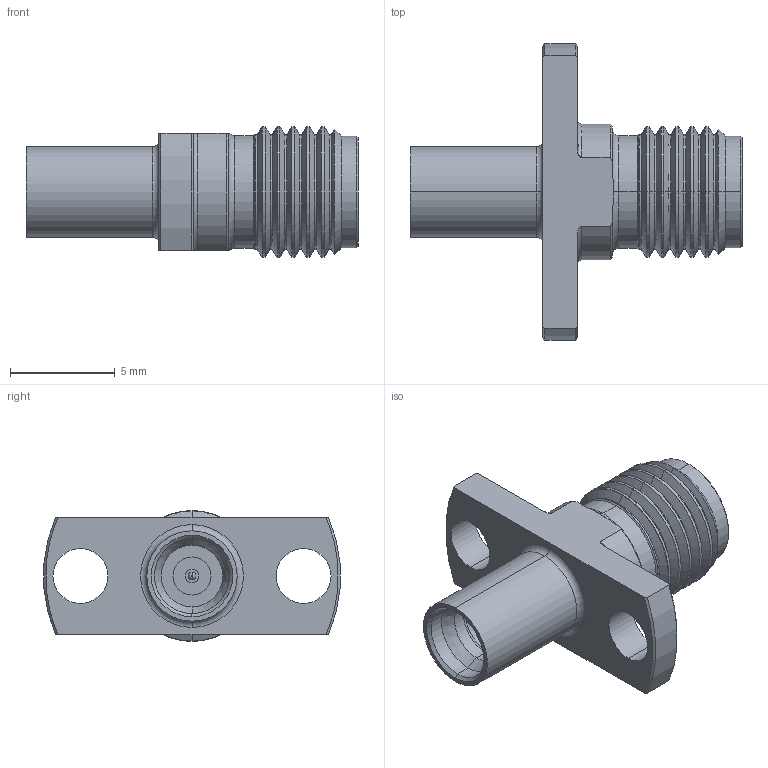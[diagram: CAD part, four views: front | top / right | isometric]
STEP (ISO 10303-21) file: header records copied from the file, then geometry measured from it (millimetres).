
FILE_DESCRIPTION (( 'STEP AP203' ), '1' );
FILE_NAME ('RS19843000.STEP', '2025-08-12T11:37:52', ( '' ), ( '' ), 'SwSTEP 2.0', 'SolidWorks 2025', '' );
FILE_SCHEMA (( 'CONFIG_CONTROL_DESIGN' ));
Length unit declared in the file: metre
Products named in the file (1): RS19843000
Bounding box: 15.87 x 14.15 x 6.26 mm (x, y, z)
Volume: 353.2 mm3; surface area: 586.5 mm2
Topology: 1 solids, 1 shells, 155 faces, 350 edges, 207 vertices
Faces by surface type: cone 62, cylinder 58, plane 27, torus 8
Entity records: 4496 total; most frequent: CARTESIAN_POINT 923, DIRECTION 787, ORIENTED_EDGE 700, EDGE_CURVE 350, AXIS2_PLACEMENT_3D 331, VERTEX_POINT 207, CIRCLE 175, EDGE_LOOP 169
